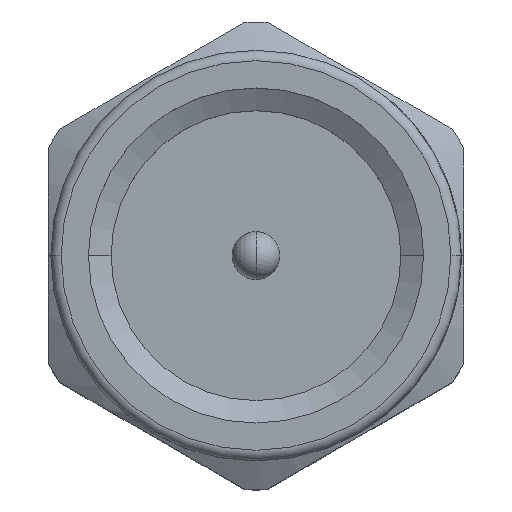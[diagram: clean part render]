
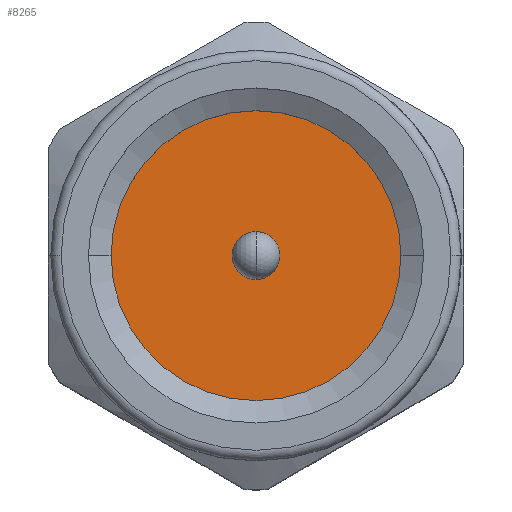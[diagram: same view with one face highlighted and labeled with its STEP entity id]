
A CAD part, top view. The second image highlights one B-rep face of the part: STEP entity #8265.
In plain terms, the highlighted planar face has unit normal (0, 0, 1).
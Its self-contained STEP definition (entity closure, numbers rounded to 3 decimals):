
#214 = CARTESIAN_POINT ( 'NONE',  ( 0., 0., 0.719 ) ) ;
#832 = DIRECTION ( 'NONE',  ( 0., 1., 0. ) ) ;
#895 = FACE_BOUND ( 'NONE', #13758, .T. ) ;
#1362 = ORIENTED_EDGE ( 'NONE', *, *, #8469, .F. ) ;
#1400 = CARTESIAN_POINT ( 'NONE',  ( 0., 0., 0.719 ) ) ;
#1832 = DIRECTION ( 'NONE',  ( 0., 1., 0. ) ) ;
#2535 = ORIENTED_EDGE ( 'NONE', *, *, #8326, .T. ) ;
#2997 = DIRECTION ( 'NONE',  ( 0., 1., 0. ) ) ;
#3131 = AXIS2_PLACEMENT_3D ( 'NONE', #1400, #12562, #2997 ) ;
#4195 = DIRECTION ( 'NONE',  ( 0., 0., 1. ) ) ;
#6281 = CARTESIAN_POINT ( 'NONE',  ( 2.79, 0., 0.719 ) ) ;
#7998 = VERTEX_POINT ( 'NONE', #12802 ) ;
#8029 = ORIENTED_EDGE ( 'NONE', *, *, #17812, .F. ) ;
#8265 = ADVANCED_FACE ( 'NONE', ( #895, #13162 ), #10455, .F. ) ;
#8316 = EDGE_LOOP ( 'NONE', ( #18282, #2535 ) ) ;
#8326 = EDGE_CURVE ( 'NONE', #16902, #19451, #16918, .T. ) ;
#8469 = EDGE_CURVE ( 'NONE', #7998, #15413, #9712, .T. ) ;
#8965 = DIRECTION ( 'NONE',  ( 0., 0., 1. ) ) ;
#9712 = CIRCLE ( 'NONE', #3131, 0.46 ) ;
#10014 = CIRCLE ( 'NONE', #18106, 2.79 ) ;
#10455 = PLANE ( 'NONE',  #11064 ) ;
#11064 = AXIS2_PLACEMENT_3D ( 'NONE', #18383, #19932, #832 ) ;
#11430 = DIRECTION ( 'NONE',  ( 0., 0., 1. ) ) ;
#12109 = AXIS2_PLACEMENT_3D ( 'NONE', #18516, #8965, #20131 ) ;
#12562 = DIRECTION ( 'NONE',  ( 0., 0., 1. ) ) ;
#12802 = CARTESIAN_POINT ( 'NONE',  ( -0.46, 0., 0.719 ) ) ;
#13162 = FACE_OUTER_BOUND ( 'NONE', #8316, .T. ) ;
#13529 = CARTESIAN_POINT ( 'NONE',  ( -2.79, 0., 0.719 ) ) ;
#13752 = CARTESIAN_POINT ( 'NONE',  ( 0., 0., 0.719 ) ) ;
#13758 = EDGE_LOOP ( 'NONE', ( #8029, #1362 ) ) ;
#15347 = DIRECTION ( 'NONE',  ( 0., 1., 0. ) ) ;
#15413 = VERTEX_POINT ( 'NONE', #15779 ) ;
#15779 = CARTESIAN_POINT ( 'NONE',  ( 0.46, 0., 0.719 ) ) ;
#16582 = EDGE_CURVE ( 'NONE', #19451, #16902, #10014, .T. ) ;
#16902 = VERTEX_POINT ( 'NONE', #13529 ) ;
#16918 = CIRCLE ( 'NONE', #12109, 2.79 ) ;
#17812 = EDGE_CURVE ( 'NONE', #15413, #7998, #19153, .T. ) ;
#18106 = AXIS2_PLACEMENT_3D ( 'NONE', #13752, #4195, #15347 ) ;
#18282 = ORIENTED_EDGE ( 'NONE', *, *, #16582, .T. ) ;
#18383 = CARTESIAN_POINT ( 'NONE',  ( 0., 0., 0.719 ) ) ;
#18516 = CARTESIAN_POINT ( 'NONE',  ( 0., 0., 0.719 ) ) ;
#19153 = CIRCLE ( 'NONE', #19496, 0.46 ) ;
#19451 = VERTEX_POINT ( 'NONE', #6281 ) ;
#19496 = AXIS2_PLACEMENT_3D ( 'NONE', #214, #11430, #1832 ) ;
#19932 = DIRECTION ( 'NONE',  ( 0., 0., -1. ) ) ;
#20131 = DIRECTION ( 'NONE',  ( 0., 1., 0. ) ) ;
